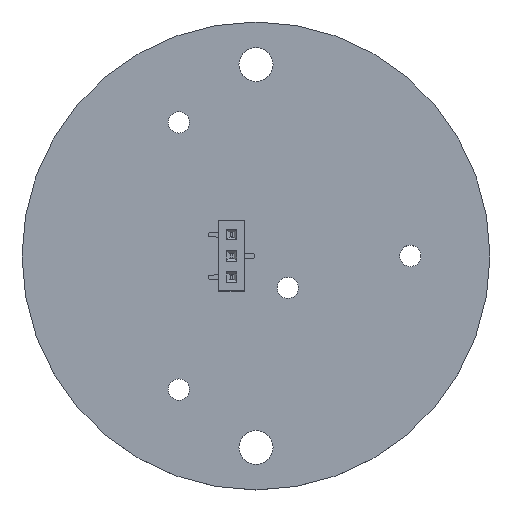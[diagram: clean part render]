
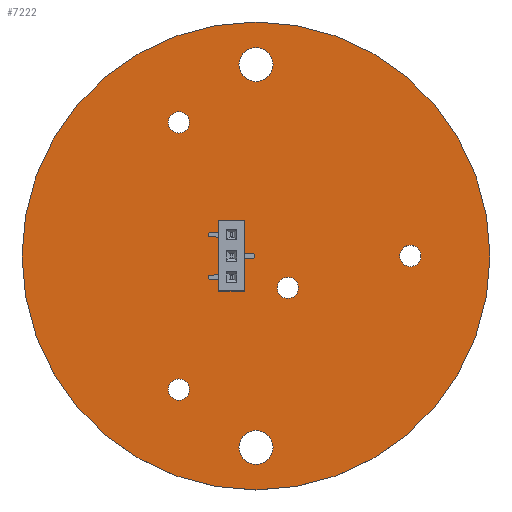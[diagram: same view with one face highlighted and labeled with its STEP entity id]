
A CAD part, top view. The second image highlights one B-rep face of the part: STEP entity #7222.
In plain terms, the highlighted planar face has unit normal (0, 0, 1).
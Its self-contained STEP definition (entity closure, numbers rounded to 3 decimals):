
#6951 = VERTEX_POINT('',#6952);
#6952 = CARTESIAN_POINT('',(122.,-100.,1.6));
#6959 = CYLINDRICAL_SURFACE('',#6960,22.);
#6960 = AXIS2_PLACEMENT_3D('',#6961,#6962,#6963);
#6961 = CARTESIAN_POINT('',(100.,-100.,0.));
#6962 = DIRECTION('',(-0.,-0.,-1.));
#6963 = DIRECTION('',(1.,0.,-0.));
#6978 = EDGE_CURVE('',#6951,#6951,#6979,.T.);
#6979 = SURFACE_CURVE('',#6980,(#6985,#6992),.PCURVE_S1.);
#6980 = CIRCLE('',#6981,22.);
#6981 = AXIS2_PLACEMENT_3D('',#6982,#6983,#6984);
#6982 = CARTESIAN_POINT('',(100.,-100.,1.6));
#6983 = DIRECTION('',(0.,0.,1.));
#6984 = DIRECTION('',(1.,0.,-0.));
#6985 = PCURVE('',#6959,#6986);
#6986 = DEFINITIONAL_REPRESENTATION('',(#6987),#6991);
#6987 = LINE('',#6988,#6989);
#6988 = CARTESIAN_POINT('',(-0.,-1.6));
#6989 = VECTOR('',#6990,1.);
#6990 = DIRECTION('',(-1.,0.));
#6991 = ( GEOMETRIC_REPRESENTATION_CONTEXT(2) 
PARAMETRIC_REPRESENTATION_CONTEXT() REPRESENTATION_CONTEXT('2D SPACE',''
  ) );
#6992 = PCURVE('',#6993,#6998);
#6993 = PLANE('',#6994);
#6994 = AXIS2_PLACEMENT_3D('',#6995,#6996,#6997);
#6995 = CARTESIAN_POINT('',(100.,-100.,1.6));
#6996 = DIRECTION('',(0.,0.,1.));
#6997 = DIRECTION('',(1.,0.,-0.));
#6998 = DEFINITIONAL_REPRESENTATION('',(#6999),#7003);
#6999 = CIRCLE('',#7000,22.);
#7000 = AXIS2_PLACEMENT_2D('',#7001,#7002);
#7001 = CARTESIAN_POINT('',(0.,0.));
#7002 = DIRECTION('',(1.,0.));
#7003 = ( GEOMETRIC_REPRESENTATION_CONTEXT(2) 
PARAMETRIC_REPRESENTATION_CONTEXT() REPRESENTATION_CONTEXT('2D SPACE',''
  ) );
#7056 = CYLINDRICAL_SURFACE('',#7057,1.);
#7057 = AXIS2_PLACEMENT_3D('',#7058,#7059,#7060);
#7058 = CARTESIAN_POINT('',(92.75,-112.557,-0.8));
#7059 = DIRECTION('',(0.,0.,1.));
#7060 = DIRECTION('',(1.,0.,-0.));
#7087 = CYLINDRICAL_SURFACE('',#7088,1.6);
#7088 = AXIS2_PLACEMENT_3D('',#7089,#7090,#7091);
#7089 = CARTESIAN_POINT('',(100.,-118.,-0.8));
#7090 = DIRECTION('',(0.,0.,1.));
#7091 = DIRECTION('',(1.,0.,-0.));
#7118 = CYLINDRICAL_SURFACE('',#7119,1.);
#7119 = AXIS2_PLACEMENT_3D('',#7120,#7121,#7122);
#7120 = CARTESIAN_POINT('',(103.,-103.,-0.8));
#7121 = DIRECTION('',(0.,0.,1.));
#7122 = DIRECTION('',(1.,0.,-0.));
#7149 = CYLINDRICAL_SURFACE('',#7150,1.);
#7150 = AXIS2_PLACEMENT_3D('',#7151,#7152,#7153);
#7151 = CARTESIAN_POINT('',(92.75,-87.443,-0.8));
#7152 = DIRECTION('',(0.,0.,1.));
#7153 = DIRECTION('',(1.,0.,-0.));
#7180 = CYLINDRICAL_SURFACE('',#7181,1.6);
#7181 = AXIS2_PLACEMENT_3D('',#7182,#7183,#7184);
#7182 = CARTESIAN_POINT('',(100.,-82.,-0.8));
#7183 = DIRECTION('',(0.,0.,1.));
#7184 = DIRECTION('',(1.,0.,-0.));
#7211 = CYLINDRICAL_SURFACE('',#7212,1.);
#7212 = AXIS2_PLACEMENT_3D('',#7213,#7214,#7215);
#7213 = CARTESIAN_POINT('',(114.5,-100.,-0.8));
#7214 = DIRECTION('',(0.,0.,1.));
#7215 = DIRECTION('',(1.,0.,-0.));
#7222 = ADVANCED_FACE('',(#7223,#7226,#7252,#7278,#7304,#7330,#7356),
  #6993,.T.);
#7223 = FACE_BOUND('',#7224,.T.);
#7224 = EDGE_LOOP('',(#7225));
#7225 = ORIENTED_EDGE('',*,*,#6978,.T.);
#7226 = FACE_BOUND('',#7227,.T.);
#7227 = EDGE_LOOP('',(#7228));
#7228 = ORIENTED_EDGE('',*,*,#7229,.F.);
#7229 = EDGE_CURVE('',#7230,#7230,#7232,.T.);
#7230 = VERTEX_POINT('',#7231);
#7231 = CARTESIAN_POINT('',(93.75,-112.557,1.6));
#7232 = SURFACE_CURVE('',#7233,(#7238,#7245),.PCURVE_S1.);
#7233 = CIRCLE('',#7234,1.);
#7234 = AXIS2_PLACEMENT_3D('',#7235,#7236,#7237);
#7235 = CARTESIAN_POINT('',(92.75,-112.557,1.6));
#7236 = DIRECTION('',(0.,0.,1.));
#7237 = DIRECTION('',(1.,0.,-0.));
#7238 = PCURVE('',#6993,#7239);
#7239 = DEFINITIONAL_REPRESENTATION('',(#7240),#7244);
#7240 = CIRCLE('',#7241,1.);
#7241 = AXIS2_PLACEMENT_2D('',#7242,#7243);
#7242 = CARTESIAN_POINT('',(-7.25,-12.557));
#7243 = DIRECTION('',(1.,0.));
#7244 = ( GEOMETRIC_REPRESENTATION_CONTEXT(2) 
PARAMETRIC_REPRESENTATION_CONTEXT() REPRESENTATION_CONTEXT('2D SPACE',''
  ) );
#7245 = PCURVE('',#7056,#7246);
#7246 = DEFINITIONAL_REPRESENTATION('',(#7247),#7251);
#7247 = LINE('',#7248,#7249);
#7248 = CARTESIAN_POINT('',(0.,2.4));
#7249 = VECTOR('',#7250,1.);
#7250 = DIRECTION('',(1.,0.));
#7251 = ( GEOMETRIC_REPRESENTATION_CONTEXT(2) 
PARAMETRIC_REPRESENTATION_CONTEXT() REPRESENTATION_CONTEXT('2D SPACE',''
  ) );
#7252 = FACE_BOUND('',#7253,.T.);
#7253 = EDGE_LOOP('',(#7254));
#7254 = ORIENTED_EDGE('',*,*,#7255,.F.);
#7255 = EDGE_CURVE('',#7256,#7256,#7258,.T.);
#7256 = VERTEX_POINT('',#7257);
#7257 = CARTESIAN_POINT('',(101.6,-118.,1.6));
#7258 = SURFACE_CURVE('',#7259,(#7264,#7271),.PCURVE_S1.);
#7259 = CIRCLE('',#7260,1.6);
#7260 = AXIS2_PLACEMENT_3D('',#7261,#7262,#7263);
#7261 = CARTESIAN_POINT('',(100.,-118.,1.6));
#7262 = DIRECTION('',(0.,0.,1.));
#7263 = DIRECTION('',(1.,0.,-0.));
#7264 = PCURVE('',#6993,#7265);
#7265 = DEFINITIONAL_REPRESENTATION('',(#7266),#7270);
#7266 = CIRCLE('',#7267,1.6);
#7267 = AXIS2_PLACEMENT_2D('',#7268,#7269);
#7268 = CARTESIAN_POINT('',(0.,-18.));
#7269 = DIRECTION('',(1.,0.));
#7270 = ( GEOMETRIC_REPRESENTATION_CONTEXT(2) 
PARAMETRIC_REPRESENTATION_CONTEXT() REPRESENTATION_CONTEXT('2D SPACE',''
  ) );
#7271 = PCURVE('',#7087,#7272);
#7272 = DEFINITIONAL_REPRESENTATION('',(#7273),#7277);
#7273 = LINE('',#7274,#7275);
#7274 = CARTESIAN_POINT('',(0.,2.4));
#7275 = VECTOR('',#7276,1.);
#7276 = DIRECTION('',(1.,0.));
#7277 = ( GEOMETRIC_REPRESENTATION_CONTEXT(2) 
PARAMETRIC_REPRESENTATION_CONTEXT() REPRESENTATION_CONTEXT('2D SPACE',''
  ) );
#7278 = FACE_BOUND('',#7279,.T.);
#7279 = EDGE_LOOP('',(#7280));
#7280 = ORIENTED_EDGE('',*,*,#7281,.F.);
#7281 = EDGE_CURVE('',#7282,#7282,#7284,.T.);
#7282 = VERTEX_POINT('',#7283);
#7283 = CARTESIAN_POINT('',(104.,-103.,1.6));
#7284 = SURFACE_CURVE('',#7285,(#7290,#7297),.PCURVE_S1.);
#7285 = CIRCLE('',#7286,1.);
#7286 = AXIS2_PLACEMENT_3D('',#7287,#7288,#7289);
#7287 = CARTESIAN_POINT('',(103.,-103.,1.6));
#7288 = DIRECTION('',(0.,0.,1.));
#7289 = DIRECTION('',(1.,0.,-0.));
#7290 = PCURVE('',#6993,#7291);
#7291 = DEFINITIONAL_REPRESENTATION('',(#7292),#7296);
#7292 = CIRCLE('',#7293,1.);
#7293 = AXIS2_PLACEMENT_2D('',#7294,#7295);
#7294 = CARTESIAN_POINT('',(3.,-3.));
#7295 = DIRECTION('',(1.,0.));
#7296 = ( GEOMETRIC_REPRESENTATION_CONTEXT(2) 
PARAMETRIC_REPRESENTATION_CONTEXT() REPRESENTATION_CONTEXT('2D SPACE',''
  ) );
#7297 = PCURVE('',#7118,#7298);
#7298 = DEFINITIONAL_REPRESENTATION('',(#7299),#7303);
#7299 = LINE('',#7300,#7301);
#7300 = CARTESIAN_POINT('',(0.,2.4));
#7301 = VECTOR('',#7302,1.);
#7302 = DIRECTION('',(1.,0.));
#7303 = ( GEOMETRIC_REPRESENTATION_CONTEXT(2) 
PARAMETRIC_REPRESENTATION_CONTEXT() REPRESENTATION_CONTEXT('2D SPACE',''
  ) );
#7304 = FACE_BOUND('',#7305,.T.);
#7305 = EDGE_LOOP('',(#7306));
#7306 = ORIENTED_EDGE('',*,*,#7307,.F.);
#7307 = EDGE_CURVE('',#7308,#7308,#7310,.T.);
#7308 = VERTEX_POINT('',#7309);
#7309 = CARTESIAN_POINT('',(93.75,-87.443,1.6));
#7310 = SURFACE_CURVE('',#7311,(#7316,#7323),.PCURVE_S1.);
#7311 = CIRCLE('',#7312,1.);
#7312 = AXIS2_PLACEMENT_3D('',#7313,#7314,#7315);
#7313 = CARTESIAN_POINT('',(92.75,-87.443,1.6));
#7314 = DIRECTION('',(0.,0.,1.));
#7315 = DIRECTION('',(1.,0.,-0.));
#7316 = PCURVE('',#6993,#7317);
#7317 = DEFINITIONAL_REPRESENTATION('',(#7318),#7322);
#7318 = CIRCLE('',#7319,1.);
#7319 = AXIS2_PLACEMENT_2D('',#7320,#7321);
#7320 = CARTESIAN_POINT('',(-7.25,12.557));
#7321 = DIRECTION('',(1.,0.));
#7322 = ( GEOMETRIC_REPRESENTATION_CONTEXT(2) 
PARAMETRIC_REPRESENTATION_CONTEXT() REPRESENTATION_CONTEXT('2D SPACE',''
  ) );
#7323 = PCURVE('',#7149,#7324);
#7324 = DEFINITIONAL_REPRESENTATION('',(#7325),#7329);
#7325 = LINE('',#7326,#7327);
#7326 = CARTESIAN_POINT('',(0.,2.4));
#7327 = VECTOR('',#7328,1.);
#7328 = DIRECTION('',(1.,0.));
#7329 = ( GEOMETRIC_REPRESENTATION_CONTEXT(2) 
PARAMETRIC_REPRESENTATION_CONTEXT() REPRESENTATION_CONTEXT('2D SPACE',''
  ) );
#7330 = FACE_BOUND('',#7331,.T.);
#7331 = EDGE_LOOP('',(#7332));
#7332 = ORIENTED_EDGE('',*,*,#7333,.F.);
#7333 = EDGE_CURVE('',#7334,#7334,#7336,.T.);
#7334 = VERTEX_POINT('',#7335);
#7335 = CARTESIAN_POINT('',(101.6,-82.,1.6));
#7336 = SURFACE_CURVE('',#7337,(#7342,#7349),.PCURVE_S1.);
#7337 = CIRCLE('',#7338,1.6);
#7338 = AXIS2_PLACEMENT_3D('',#7339,#7340,#7341);
#7339 = CARTESIAN_POINT('',(100.,-82.,1.6));
#7340 = DIRECTION('',(0.,0.,1.));
#7341 = DIRECTION('',(1.,0.,-0.));
#7342 = PCURVE('',#6993,#7343);
#7343 = DEFINITIONAL_REPRESENTATION('',(#7344),#7348);
#7344 = CIRCLE('',#7345,1.6);
#7345 = AXIS2_PLACEMENT_2D('',#7346,#7347);
#7346 = CARTESIAN_POINT('',(0.,18.));
#7347 = DIRECTION('',(1.,0.));
#7348 = ( GEOMETRIC_REPRESENTATION_CONTEXT(2) 
PARAMETRIC_REPRESENTATION_CONTEXT() REPRESENTATION_CONTEXT('2D SPACE',''
  ) );
#7349 = PCURVE('',#7180,#7350);
#7350 = DEFINITIONAL_REPRESENTATION('',(#7351),#7355);
#7351 = LINE('',#7352,#7353);
#7352 = CARTESIAN_POINT('',(0.,2.4));
#7353 = VECTOR('',#7354,1.);
#7354 = DIRECTION('',(1.,0.));
#7355 = ( GEOMETRIC_REPRESENTATION_CONTEXT(2) 
PARAMETRIC_REPRESENTATION_CONTEXT() REPRESENTATION_CONTEXT('2D SPACE',''
  ) );
#7356 = FACE_BOUND('',#7357,.T.);
#7357 = EDGE_LOOP('',(#7358));
#7358 = ORIENTED_EDGE('',*,*,#7359,.F.);
#7359 = EDGE_CURVE('',#7360,#7360,#7362,.T.);
#7360 = VERTEX_POINT('',#7361);
#7361 = CARTESIAN_POINT('',(115.5,-100.,1.6));
#7362 = SURFACE_CURVE('',#7363,(#7368,#7375),.PCURVE_S1.);
#7363 = CIRCLE('',#7364,1.);
#7364 = AXIS2_PLACEMENT_3D('',#7365,#7366,#7367);
#7365 = CARTESIAN_POINT('',(114.5,-100.,1.6));
#7366 = DIRECTION('',(0.,0.,1.));
#7367 = DIRECTION('',(1.,0.,-0.));
#7368 = PCURVE('',#6993,#7369);
#7369 = DEFINITIONAL_REPRESENTATION('',(#7370),#7374);
#7370 = CIRCLE('',#7371,1.);
#7371 = AXIS2_PLACEMENT_2D('',#7372,#7373);
#7372 = CARTESIAN_POINT('',(14.5,0.));
#7373 = DIRECTION('',(1.,0.));
#7374 = ( GEOMETRIC_REPRESENTATION_CONTEXT(2) 
PARAMETRIC_REPRESENTATION_CONTEXT() REPRESENTATION_CONTEXT('2D SPACE',''
  ) );
#7375 = PCURVE('',#7211,#7376);
#7376 = DEFINITIONAL_REPRESENTATION('',(#7377),#7381);
#7377 = LINE('',#7378,#7379);
#7378 = CARTESIAN_POINT('',(0.,2.4));
#7379 = VECTOR('',#7380,1.);
#7380 = DIRECTION('',(1.,0.));
#7381 = ( GEOMETRIC_REPRESENTATION_CONTEXT(2) 
PARAMETRIC_REPRESENTATION_CONTEXT() REPRESENTATION_CONTEXT('2D SPACE',''
  ) );
